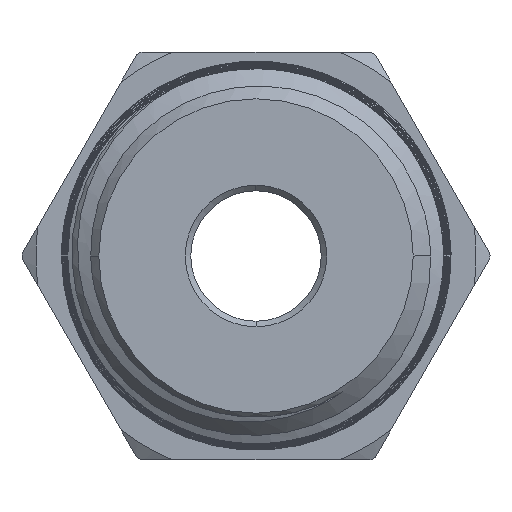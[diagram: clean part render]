
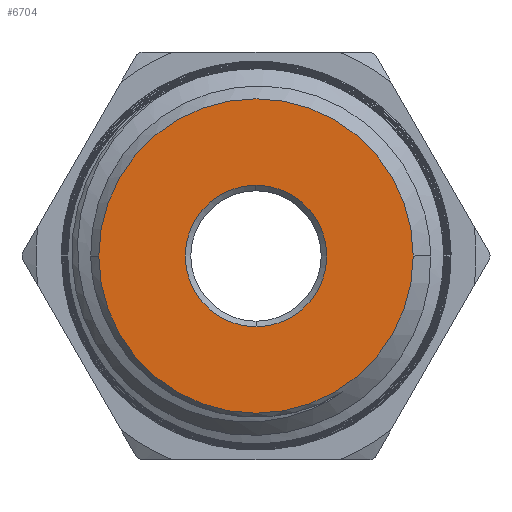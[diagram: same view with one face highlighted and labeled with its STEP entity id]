
A CAD part, left-side view. The second image highlights one B-rep face of the part: STEP entity #6704.
In plain terms, the highlighted planar face has unit normal (-1, 0, 0).
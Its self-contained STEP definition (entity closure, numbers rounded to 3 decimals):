
#2211=CARTESIAN_POINT('',(-20.85,0.,0.));
#2212=DIRECTION('',(-1.,0.,0.));
#2213=DIRECTION('',(0.,1.,0.));
#2214=AXIS2_PLACEMENT_3D('',#2211,#2212,#2213);
#2216=CARTESIAN_POINT('',(-20.85,0.,0.));
#2217=DIRECTION('',(-1.,0.,0.));
#2218=DIRECTION('',(0.,-1.,0.));
#2219=AXIS2_PLACEMENT_3D('',#2216,#2217,#2218);
#2221=CARTESIAN_POINT('',(-20.85,0.,0.));
#2222=DIRECTION('',(1.,0.,0.));
#2223=DIRECTION('',(0.,0.,-1.));
#2224=AXIS2_PLACEMENT_3D('',#2221,#2222,#2223);
#2226=CARTESIAN_POINT('',(-20.85,0.,0.));
#2227=DIRECTION('',(1.,0.,0.));
#2228=DIRECTION('',(0.,0.,1.));
#2229=AXIS2_PLACEMENT_3D('',#2226,#2227,#2228);
#4144=CARTESIAN_POINT('',(-20.85,0.,-3.85));
#4145=CARTESIAN_POINT('',(-20.85,0.,3.85));
#4146=VERTEX_POINT('',#4144);
#4147=VERTEX_POINT('',#4145);
#4161=CARTESIAN_POINT('',(-20.85,8.56,0.));
#4162=CARTESIAN_POINT('',(-20.85,-8.56,0.));
#4163=VERTEX_POINT('',#4161);
#4164=VERTEX_POINT('',#4162);
#6688=CARTESIAN_POINT('',(-20.85,0.,0.));
#6689=DIRECTION('',(-1.,0.,0.));
#6690=DIRECTION('',(0.,1.,0.));
#6691=AXIS2_PLACEMENT_3D('',#6688,#6689,#6690);
#6692=PLANE('',#6691);
#6694=ORIENTED_EDGE('',*,*,#6693,.F.);
#6696=ORIENTED_EDGE('',*,*,#6695,.F.);
#6697=EDGE_LOOP('',(#6694,#6696));
#6698=FACE_OUTER_BOUND('',#6697,.F.);
#6700=ORIENTED_EDGE('',*,*,#6699,.F.);
#6701=ORIENTED_EDGE('',*,*,#6678,.F.);
#6702=EDGE_LOOP('',(#6700,#6701));
#6703=FACE_BOUND('',#6702,.F.);
#2215=CIRCLE('',#2214,8.56);
#2220=CIRCLE('',#2219,8.56);
#2225=CIRCLE('',#2224,3.85);
#2230=CIRCLE('',#2229,3.85);
#6678=EDGE_CURVE('',#4147,#4146,#2230,.T.);
#6693=EDGE_CURVE('',#4163,#4164,#2215,.T.);
#6695=EDGE_CURVE('',#4164,#4163,#2220,.T.);
#6699=EDGE_CURVE('',#4146,#4147,#2225,.T.);
#6704=ADVANCED_FACE('',(#6698,#6703),#6692,.T.);
